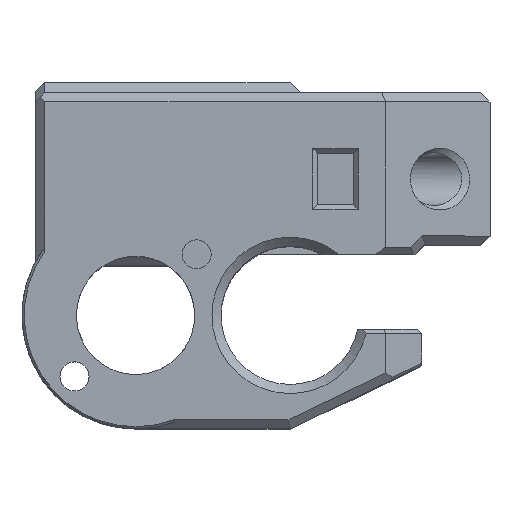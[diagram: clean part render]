
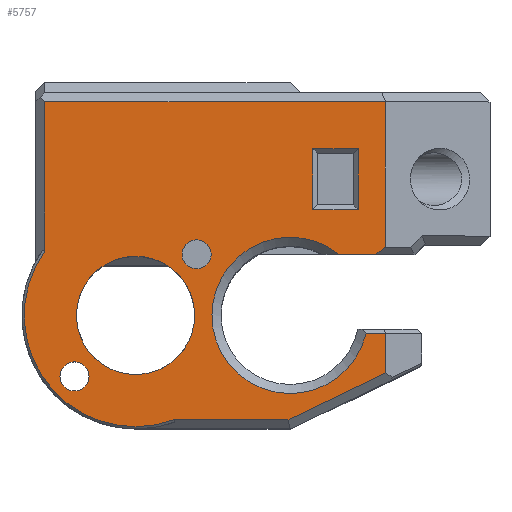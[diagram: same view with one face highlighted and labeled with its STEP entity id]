
A CAD part, top view. The second image highlights one B-rep face of the part: STEP entity #5757.
In plain terms, the highlighted planar face has unit normal (0, 0, 1).
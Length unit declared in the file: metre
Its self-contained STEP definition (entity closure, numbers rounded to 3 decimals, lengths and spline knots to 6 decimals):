
#144=CIRCLE('',#5873,0.0016);
#148=CIRCLE('',#5883,0.0016);
#209=CIRCLE('',#6126,0.01225);
#223=CIRCLE('',#6185,0.0086);
#224=CIRCLE('',#6187,0.00651);
#1497=ORIENTED_EDGE('',*,*,#2338,.F.);
#1498=ORIENTED_EDGE('',*,*,#2343,.F.);
#1499=ORIENTED_EDGE('',*,*,#2349,.F.);
#1500=ORIENTED_EDGE('',*,*,#2351,.F.);
#1501=ORIENTED_EDGE('',*,*,#2089,.T.);
#1502=ORIENTED_EDGE('',*,*,#2610,.F.);
#1503=ORIENTED_EDGE('',*,*,#2077,.T.);
#1504=ORIENTED_EDGE('',*,*,#2608,.F.);
#1505=ORIENTED_EDGE('',*,*,#2606,.T.);
#1506=ORIENTED_EDGE('',*,*,#2605,.F.);
#1507=ORIENTED_EDGE('',*,*,#2609,.F.);
#1508=ORIENTED_EDGE('',*,*,#2153,.F.);
#1509=ORIENTED_EDGE('',*,*,#2336,.F.);
#1510=ORIENTED_EDGE('',*,*,#2319,.F.);
#1511=ORIENTED_EDGE('',*,*,#2393,.T.);
#1512=ORIENTED_EDGE('',*,*,#2411,.T.);
#1513=ORIENTED_EDGE('',*,*,#2514,.F.);
#1514=ORIENTED_EDGE('',*,*,#2509,.F.);
#2077=EDGE_CURVE('',#2890,#2890,#144,.T.);
#2089=EDGE_CURVE('',#2902,#2902,#148,.T.);
#2153=EDGE_CURVE('',#2952,#2953,#3467,.T.);
#2319=EDGE_CURVE('',#3038,#3052,#3576,.T.);
#2336=EDGE_CURVE('',#3052,#2952,#3588,.T.);
#2338=EDGE_CURVE('',#3064,#3065,#3590,.T.);
#2343=EDGE_CURVE('',#3069,#3064,#3595,.T.);
#2349=EDGE_CURVE('',#3074,#3069,#3601,.T.);
#2351=EDGE_CURVE('',#3065,#3074,#3603,.T.);
#2393=EDGE_CURVE('',#3038,#3099,#3631,.T.);
#2411=EDGE_CURVE('',#3099,#3106,#3647,.T.);
#2509=EDGE_CURVE('',#3172,#3173,#3710,.T.);
#2514=EDGE_CURVE('',#3173,#3106,#209,.T.);
#2605=EDGE_CURVE('',#3234,#3229,#3783,.T.);
#2606=EDGE_CURVE('',#3235,#3229,#3784,.T.);
#2608=EDGE_CURVE('',#3235,#3172,#3786,.T.);
#2609=EDGE_CURVE('',#2953,#3234,#223,.T.);
#2610=EDGE_CURVE('',#3236,#3236,#224,.T.);
#2890=VERTEX_POINT('',#7911);
#2902=VERTEX_POINT('',#7937);
#2952=VERTEX_POINT('',#8069);
#2953=VERTEX_POINT('',#8071);
#3038=VERTEX_POINT('',#8925);
#3052=VERTEX_POINT('',#8985);
#3064=VERTEX_POINT('',#9023);
#3065=VERTEX_POINT('',#9024);
#3069=VERTEX_POINT('',#9034);
#3074=VERTEX_POINT('',#9045);
#3099=VERTEX_POINT('',#9309);
#3106=VERTEX_POINT('',#9344);
#3172=VERTEX_POINT('',#9616);
#3173=VERTEX_POINT('',#9617);
#3229=VERTEX_POINT('',#10010);
#3234=VERTEX_POINT('',#10038);
#3235=VERTEX_POINT('',#10042);
#3236=VERTEX_POINT('',#10050);
#3467=LINE('',#8070,#4063);
#3576=LINE('',#8984,#4172);
#3588=LINE('',#9019,#4184);
#3590=LINE('',#9022,#4186);
#3595=LINE('',#9033,#4191);
#3601=LINE('',#9046,#4197);
#3603=LINE('',#9049,#4199);
#3631=LINE('',#9310,#4227);
#3647=LINE('',#9345,#4243);
#3710=LINE('',#9615,#4306);
#3783=LINE('',#10039,#4379);
#3784=LINE('',#10041,#4380);
#3786=LINE('',#10045,#4382);
#4063=VECTOR('',#6483,1.);
#4172=VECTOR('',#6754,1.);
#4184=VECTOR('',#6788,1.);
#4186=VECTOR('',#6792,1.);
#4191=VECTOR('',#6799,1.);
#4197=VECTOR('',#6807,1.);
#4199=VECTOR('',#6811,1.);
#4227=VECTOR('',#6937,1.);
#4243=VECTOR('',#6977,1.);
#4306=VECTOR('',#7160,1.);
#4379=VECTOR('',#7353,1.);
#4380=VECTOR('',#7356,1.);
#4382=VECTOR('',#7360,1.);
#4810=EDGE_LOOP('',(#1497,#1498,#1499,#1500));
#4811=EDGE_LOOP('',(#1501));
#4812=EDGE_LOOP('',(#1502));
#4813=EDGE_LOOP('',(#1503));
#4814=EDGE_LOOP('',(#1504,#1505,#1506,#1507,#1508,#1509,#1510,#1511,#1512,
#1513,#1514));
#5200=FACE_BOUND('',#4810,.T.);
#5201=FACE_BOUND('',#4811,.T.);
#5202=FACE_BOUND('',#4812,.T.);
#5203=FACE_BOUND('',#4813,.T.);
#5204=FACE_BOUND('',#4814,.T.);
#5465=PLANE('',#6186);
#5757=ADVANCED_FACE('',(#5200,#5201,#5202,#5203,#5204),#5465,.F.);
#5873=AXIS2_PLACEMENT_3D('',#7910,#6357,#6358);
#5883=AXIS2_PLACEMENT_3D('',#7936,#6381,#6382);
#6126=AXIS2_PLACEMENT_3D('',#9624,#7170,#7171);
#6185=AXIS2_PLACEMENT_3D('',#10047,#7363,#7364);
#6186=AXIS2_PLACEMENT_3D('',#10048,#7365,#7366);
#6187=AXIS2_PLACEMENT_3D('',#10049,#7367,#7368);
#6357=DIRECTION('',(0.,0.,-1.));
#6358=DIRECTION('',(0.,-1.,0.));
#6381=DIRECTION('',(0.,0.,-1.));
#6382=DIRECTION('',(0.,-1.,0.));
#6483=DIRECTION('',(-1.,0.,0.));
#6754=DIRECTION('',(0.,-1.,0.));
#6788=DIRECTION('',(-0.816,-0.577,0.));
#6792=DIRECTION('',(0.,1.,0.));
#6799=DIRECTION('',(1.,0.,0.));
#6807=DIRECTION('',(0.,-1.,0.));
#6811=DIRECTION('',(-1.,0.,0.));
#6937=DIRECTION('',(-1.,0.,0.));
#6977=DIRECTION('',(0.,-1.,0.));
#7160=DIRECTION('',(-1.,0.,0.));
#7170=DIRECTION('',(0.,0.,-1.));
#7171=DIRECTION('',(0.,-1.,0.));
#7353=DIRECTION('',(1.,0.,0.));
#7356=DIRECTION('',(0.,1.,0.));
#7360=DIRECTION('',(-0.901,-0.434,0.));
#7363=DIRECTION('',(0.,0.,1.));
#7364=DIRECTION('',(-0.918,-0.398,0.));
#7365=DIRECTION('',(0.,0.,-1.));
#7366=DIRECTION('',(0.,-1.,0.));
#7367=DIRECTION('',(0.,0.,1.));
#7368=DIRECTION('',(-1.,0.,0.));
#7910=CARTESIAN_POINT('',(0.323976,-0.326756,0.336875));
#7911=CARTESIAN_POINT('',(0.323976,-0.328356,0.336875));
#7936=CARTESIAN_POINT('',(0.310541,-0.340191,0.336875));
#7937=CARTESIAN_POINT('',(0.310541,-0.341791,0.336875));
#8069=CARTESIAN_POINT('',(0.343698,-0.326724,0.336875));
#8070=CARTESIAN_POINT('',(0.364769,-0.326724,0.336875));
#8071=CARTESIAN_POINT('',(0.339588,-0.326724,0.336875));
#8925=CARTESIAN_POINT('',(0.344759,-0.309974,0.336875));
#8984=CARTESIAN_POINT('',(0.344759,-0.292927,0.336875));
#8985=CARTESIAN_POINT('',(0.344759,-0.325974,0.336875));
#9019=CARTESIAN_POINT('',(0.38477,-0.297681,0.336875));
#9022=CARTESIAN_POINT('',(0.34176,-0.29318,0.336875));
#9023=CARTESIAN_POINT('',(0.34176,-0.321824,0.336875));
#9024=CARTESIAN_POINT('',(0.34176,-0.315124,0.336875));
#9033=CARTESIAN_POINT('',(0.36501,-0.321824,0.336875));
#9034=CARTESIAN_POINT('',(0.33676,-0.321824,0.336875));
#9045=CARTESIAN_POINT('',(0.33676,-0.315124,0.336875));
#9046=CARTESIAN_POINT('',(0.33676,-0.294605,0.336875));
#9049=CARTESIAN_POINT('',(0.36301,-0.315124,0.336875));
#9309=CARTESIAN_POINT('',(0.30726,-0.309974,0.336875));
#9310=CARTESIAN_POINT('',(0.388759,-0.309974,0.336875));
#9344=CARTESIAN_POINT('',(0.30726,-0.326396,0.336875));
#9345=CARTESIAN_POINT('',(0.30726,-0.270737,0.336875));
#9615=CARTESIAN_POINT('',(0.317259,-0.344974,0.336875));
#9616=CARTESIAN_POINT('',(0.334031,-0.344974,0.336875));
#9617=CARTESIAN_POINT('',(0.321479,-0.344974,0.336875));
#9624=CARTESIAN_POINT('',(0.317259,-0.333474,0.336875));
#10010=CARTESIAN_POINT('',(0.344759,-0.335474,0.336875));
#10038=CARTESIAN_POINT('',(0.342623,-0.335474,0.336875));
#10039=CARTESIAN_POINT('',(0.388759,-0.335474,0.336875));
#10041=CARTESIAN_POINT('',(0.344759,-0.270737,0.336875));
#10042=CARTESIAN_POINT('',(0.344759,-0.339808,0.336875));
#10045=CARTESIAN_POINT('',(0.333825,-0.345073,0.336875));
#10047=CARTESIAN_POINT('',(0.334259,-0.333474,0.336875));
#10048=CARTESIAN_POINT('',(0.388759,-0.270737,0.336875));
#10049=CARTESIAN_POINT('',(0.317259,-0.333474,0.336875));
#10050=CARTESIAN_POINT('',(0.310749,-0.333474,0.336875));
